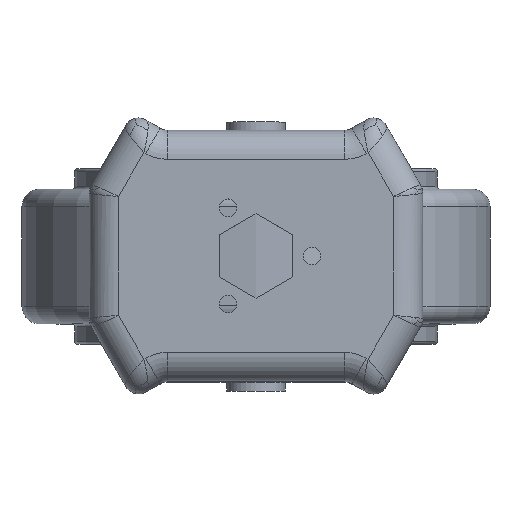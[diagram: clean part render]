
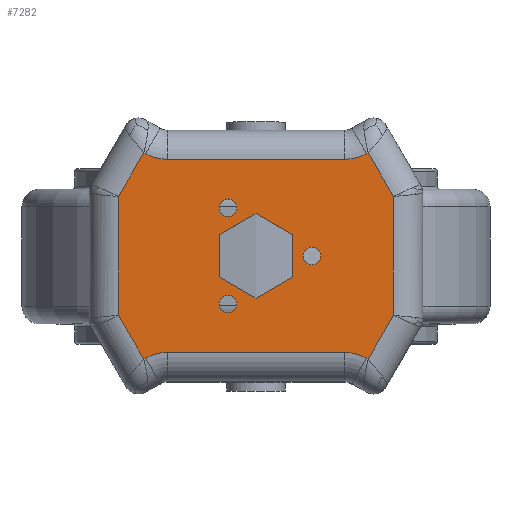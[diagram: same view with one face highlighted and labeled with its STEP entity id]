
A CAD part, top view. The second image highlights one B-rep face of the part: STEP entity #7282.
In plain terms, the highlighted planar face has unit normal (0, 0, 1).
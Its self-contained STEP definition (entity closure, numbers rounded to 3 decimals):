
#4042=CIRCLE('',#6991,7.5);
#4043=CIRCLE('',#6992,7.5);
#4044=CIRCLE('',#6993,7.5);
#4045=CIRCLE('',#6994,7.5);
#4046=CIRCLE('',#6995,1.5);
#4047=CIRCLE('',#6996,1.5);
#4048=CIRCLE('',#6997,1.5);
#4249=ORIENTED_EDGE('',*,*,#5574,.F.);
#4250=ORIENTED_EDGE('',*,*,#5575,.F.);
#4251=ORIENTED_EDGE('',*,*,#5576,.F.);
#4252=ORIENTED_EDGE('',*,*,#5571,.F.);
#4253=ORIENTED_EDGE('',*,*,#5577,.F.);
#4254=ORIENTED_EDGE('',*,*,#5533,.F.);
#4255=ORIENTED_EDGE('',*,*,#5528,.F.);
#4256=ORIENTED_EDGE('',*,*,#5520,.F.);
#4257=ORIENTED_EDGE('',*,*,#5507,.F.);
#4258=ORIENTED_EDGE('',*,*,#5578,.F.);
#4259=ORIENTED_EDGE('',*,*,#5579,.F.);
#4260=ORIENTED_EDGE('',*,*,#5580,.F.);
#4261=ORIENTED_EDGE('',*,*,#5581,.F.);
#4262=ORIENTED_EDGE('',*,*,#5582,.F.);
#4263=ORIENTED_EDGE('',*,*,#5583,.F.);
#4264=ORIENTED_EDGE('',*,*,#5584,.F.);
#4265=ORIENTED_EDGE('',*,*,#5585,.F.);
#4266=ORIENTED_EDGE('',*,*,#5586,.T.);
#4267=ORIENTED_EDGE('',*,*,#5587,.F.);
#4268=ORIENTED_EDGE('',*,*,#5588,.F.);
#4269=ORIENTED_EDGE('',*,*,#5589,.F.);
#4270=ORIENTED_EDGE('',*,*,#5590,.F.);
#4271=ORIENTED_EDGE('',*,*,#5591,.T.);
#4272=ORIENTED_EDGE('',*,*,#5592,.T.);
#4273=ORIENTED_EDGE('',*,*,#5593,.T.);
#4881=VECTOR('',#6325,1.);
#4884=VECTOR('',#6334,1.);
#4886=VECTOR('',#6338,1.);
#4887=VECTOR('',#6341,1.);
#4907=VECTOR('',#6405,1.);
#4908=VECTOR('',#6412,1.);
#4909=VECTOR('',#6413,1.);
#4910=VECTOR('',#6418,1.);
#4911=VECTOR('',#6421,1.);
#4912=VECTOR('',#6424,1.);
#4913=VECTOR('',#6425,1.);
#4914=VECTOR('',#6426,1.);
#4915=VECTOR('',#6433,1.);
#4916=VECTOR('',#6434,1.);
#4917=VECTOR('',#6435,1.);
#4918=VECTOR('',#6436,1.);
#4919=VECTOR('',#6437,1.);
#4920=VECTOR('',#6438,1.);
#5059=LINE('',#7653,#4881);
#5062=LINE('',#10829,#4884);
#5064=LINE('',#12003,#4886);
#5065=LINE('',#13769,#4887);
#5085=LINE('',#17284,#4907);
#5086=LINE('',#17290,#4908);
#5087=LINE('',#17292,#4909);
#5088=LINE('',#17296,#4910);
#5089=LINE('',#17300,#4911);
#5090=LINE('',#17304,#4912);
#5091=LINE('',#17306,#4913);
#5092=LINE('',#17307,#4914);
#5093=LINE('',#17316,#4915);
#5094=LINE('',#17318,#4916);
#5095=LINE('',#17320,#4917);
#5096=LINE('',#17322,#4918);
#5097=LINE('',#17324,#4919);
#5098=LINE('',#17325,#4920);
#5246=VERTEX_POINT('',#7508);
#5248=VERTEX_POINT('',#7612);
#5255=VERTEX_POINT('',#10764);
#5260=VERTEX_POINT('',#11888);
#5266=VERTEX_POINT('',#13768);
#5292=VERTEX_POINT('',#17282);
#5293=VERTEX_POINT('',#17283);
#5294=VERTEX_POINT('',#17288);
#5295=VERTEX_POINT('',#17289);
#5296=VERTEX_POINT('',#17291);
#5297=VERTEX_POINT('',#17295);
#5298=VERTEX_POINT('',#17297);
#5299=VERTEX_POINT('',#17299);
#5300=VERTEX_POINT('',#17301);
#5301=VERTEX_POINT('',#17303);
#5302=VERTEX_POINT('',#17305);
#5303=VERTEX_POINT('',#17308);
#5304=VERTEX_POINT('',#17310);
#5305=VERTEX_POINT('',#17312);
#5306=VERTEX_POINT('',#17314);
#5307=VERTEX_POINT('',#17315);
#5308=VERTEX_POINT('',#17317);
#5309=VERTEX_POINT('',#17319);
#5310=VERTEX_POINT('',#17321);
#5311=VERTEX_POINT('',#17323);
#5507=EDGE_CURVE('',#5248,#5246,#5059,.T.);
#5520=EDGE_CURVE('',#5246,#5255,#5062,.T.);
#5528=EDGE_CURVE('',#5255,#5260,#5064,.T.);
#5533=EDGE_CURVE('',#5260,#5266,#5065,.T.);
#5571=EDGE_CURVE('',#5292,#5293,#5085,.T.);
#5574=EDGE_CURVE('',#5294,#5295,#5086,.T.);
#5575=EDGE_CURVE('',#5296,#5294,#5087,.T.);
#5576=EDGE_CURVE('',#5293,#5296,#4042,.T.);
#5577=EDGE_CURVE('',#5266,#5292,#4043,.T.);
#5578=EDGE_CURVE('',#5297,#5248,#5088,.T.);
#5579=EDGE_CURVE('',#5298,#5297,#4044,.T.);
#5580=EDGE_CURVE('',#5299,#5298,#5089,.T.);
#5581=EDGE_CURVE('',#5300,#5299,#4045,.T.);
#5582=EDGE_CURVE('',#5301,#5300,#5090,.T.);
#5583=EDGE_CURVE('',#5302,#5301,#5091,.T.);
#5584=EDGE_CURVE('',#5295,#5302,#5092,.T.);
#5585=EDGE_CURVE('',#5303,#5303,#4046,.T.);
#5586=EDGE_CURVE('',#5304,#5304,#4047,.T.);
#5587=EDGE_CURVE('',#5305,#5305,#4048,.T.);
#5588=EDGE_CURVE('',#5306,#5307,#5093,.T.);
#5589=EDGE_CURVE('',#5308,#5306,#5094,.T.);
#5590=EDGE_CURVE('',#5309,#5308,#5095,.T.);
#5591=EDGE_CURVE('',#5309,#5310,#5096,.T.);
#5592=EDGE_CURVE('',#5310,#5311,#5097,.T.);
#5593=EDGE_CURVE('',#5311,#5307,#5098,.T.);
#5870=EDGE_LOOP('',(#4249,#4250,#4251,#4252,#4253,#4254,#4255,#4256,#4257,
#4258,#4259,#4260,#4261,#4262,#4263,#4264));
#5871=EDGE_LOOP('',(#4265));
#5872=EDGE_LOOP('',(#4266));
#5873=EDGE_LOOP('',(#4267));
#5874=EDGE_LOOP('',(#4268,#4269,#4270,#4271,#4272,#4273));
#6082=FACE_BOUND('',#5870,.T.);
#6083=FACE_BOUND('',#5871,.T.);
#6084=FACE_BOUND('',#5872,.T.);
#6085=FACE_BOUND('',#5873,.T.);
#6086=FACE_BOUND('',#5874,.T.);
#6325=DIRECTION('',(-4.33,7.5,0.));
#6334=DIRECTION('',(0.,20.321,0.));
#6338=DIRECTION('',(4.336,7.51,0.));
#6341=DIRECTION('',(0.286,-0.165,0.));
#6405=DIRECTION('',(30.257,0.,0.));
#6410=DIRECTION('',(0.,0.,1.));
#6411=DIRECTION('',(0.,-1.,0.));
#6412=DIRECTION('',(4.336,-7.51,0.));
#6413=DIRECTION('',(0.286,0.165,0.));
#6414=DIRECTION('',(0.,0.,1.));
#6415=DIRECTION('',(0.,-7.5,0.));
#6416=DIRECTION('',(0.,0.,1.));
#6417=DIRECTION('',(-3.75,-6.495,0.));
#6418=DIRECTION('',(-0.269,-0.155,0.));
#6419=DIRECTION('',(0.,0.,1.));
#6420=DIRECTION('',(0.,7.5,0.));
#6421=DIRECTION('',(-30.279,0.,0.));
#6422=DIRECTION('',(0.,0.,1.));
#6423=DIRECTION('',(3.75,6.495,0.));
#6424=DIRECTION('',(-0.286,0.165,0.));
#6425=DIRECTION('',(-4.336,-7.51,0.));
#6426=DIRECTION('',(0.,-20.321,0.));
#6427=DIRECTION('',(0.,0.,1.));
#6428=DIRECTION('',(-1.5,0.,0.));
#6429=DIRECTION('',(0.,0.,-1.));
#6430=DIRECTION('',(0.75,1.299,0.));
#6431=DIRECTION('',(0.,0.,1.));
#6432=DIRECTION('',(0.75,1.299,0.));
#6433=DIRECTION('',(-6.25,3.608,0.));
#6434=DIRECTION('',(0.,7.217,0.));
#6435=DIRECTION('',(6.25,3.608,0.));
#6436=DIRECTION('',(-6.25,3.608,0.));
#6437=DIRECTION('',(0.,7.217,0.));
#6438=DIRECTION('',(6.25,3.608,0.));
#6990=AXIS2_PLACEMENT_3D('',#17287,#6410,#6411);
#6991=AXIS2_PLACEMENT_3D('',#17293,#6414,#6415);
#6992=AXIS2_PLACEMENT_3D('',#17294,#6416,#6417);
#6993=AXIS2_PLACEMENT_3D('',#17298,#6419,#6420);
#6994=AXIS2_PLACEMENT_3D('',#17302,#6422,#6423);
#6995=AXIS2_PLACEMENT_3D('',#17309,#6427,#6428);
#6996=AXIS2_PLACEMENT_3D('',#17311,#6429,#6430);
#6997=AXIS2_PLACEMENT_3D('',#17313,#6431,#6432);
#7205=PLANE('',#6990);
#7282=ADVANCED_FACE('',(#6082,#6083,#6084,#6085,#6086),#7205,.T.);
#7508=CARTESIAN_POINT('',(-23.5,-10.16,0.));
#7612=CARTESIAN_POINT('',(-19.17,-17.66,0.));
#7653=CARTESIAN_POINT('',(-19.17,-17.66,0.));
#10764=CARTESIAN_POINT('',(-23.5,10.16,0.));
#10829=CARTESIAN_POINT('',(-23.5,-10.16,0.));
#11888=CARTESIAN_POINT('',(-19.164,17.67,0.));
#12003=CARTESIAN_POINT('',(-23.5,10.16,0.));
#13768=CARTESIAN_POINT('',(-18.878,17.505,0.));
#13769=CARTESIAN_POINT('',(-19.164,17.67,0.));
#17282=CARTESIAN_POINT('',(-15.128,16.5,0.));
#17283=CARTESIAN_POINT('',(15.128,16.5,0.));
#17284=CARTESIAN_POINT('',(-15.128,16.5,0.));
#17287=CARTESIAN_POINT('',(19.164,17.67,0.));
#17288=CARTESIAN_POINT('',(19.164,17.67,0.));
#17289=CARTESIAN_POINT('',(23.5,10.16,0.));
#17290=CARTESIAN_POINT('',(19.164,17.67,0.));
#17291=CARTESIAN_POINT('',(18.878,17.505,0.));
#17292=CARTESIAN_POINT('',(18.878,17.505,0.));
#17293=CARTESIAN_POINT('',(15.128,24.,0.));
#17294=CARTESIAN_POINT('',(-15.128,24.,0.));
#17295=CARTESIAN_POINT('',(-18.901,-17.505,0.));
#17296=CARTESIAN_POINT('',(-18.901,-17.505,0.));
#17297=CARTESIAN_POINT('',(-15.151,-16.5,0.));
#17298=CARTESIAN_POINT('',(-15.151,-24.,0.));
#17299=CARTESIAN_POINT('',(15.128,-16.5,0.));
#17300=CARTESIAN_POINT('',(15.128,-16.5,0.));
#17301=CARTESIAN_POINT('',(18.878,-17.505,0.));
#17302=CARTESIAN_POINT('',(15.128,-24.,0.));
#17303=CARTESIAN_POINT('',(19.164,-17.67,0.));
#17304=CARTESIAN_POINT('',(19.164,-17.67,0.));
#17305=CARTESIAN_POINT('',(23.5,-10.16,0.));
#17306=CARTESIAN_POINT('',(23.5,-10.16,0.));
#17307=CARTESIAN_POINT('',(23.5,10.16,0.));
#17308=CARTESIAN_POINT('',(-6.25,-8.227,0.));
#17309=CARTESIAN_POINT('',(-4.75,-8.227,0.));
#17310=CARTESIAN_POINT('',(10.327,1.255,0.));
#17311=CARTESIAN_POINT('',(9.577,-0.044,0.));
#17312=CARTESIAN_POINT('',(-4.,9.526,0.));
#17313=CARTESIAN_POINT('',(-4.75,8.227,0.));
#17314=CARTESIAN_POINT('',(6.25,3.608,0.));
#17315=CARTESIAN_POINT('',(0.,7.217,0.));
#17316=CARTESIAN_POINT('',(6.25,3.608,0.));
#17317=CARTESIAN_POINT('',(6.25,-3.608,0.));
#17318=CARTESIAN_POINT('',(6.25,-3.608,0.));
#17319=CARTESIAN_POINT('',(0.,-7.217,0.));
#17320=CARTESIAN_POINT('',(0.,-7.217,0.));
#17321=CARTESIAN_POINT('',(-6.25,-3.608,0.));
#17322=CARTESIAN_POINT('',(0.,-7.217,0.));
#17323=CARTESIAN_POINT('',(-6.25,3.608,0.));
#17324=CARTESIAN_POINT('',(-6.25,-3.608,0.));
#17325=CARTESIAN_POINT('',(-6.25,3.608,0.));
